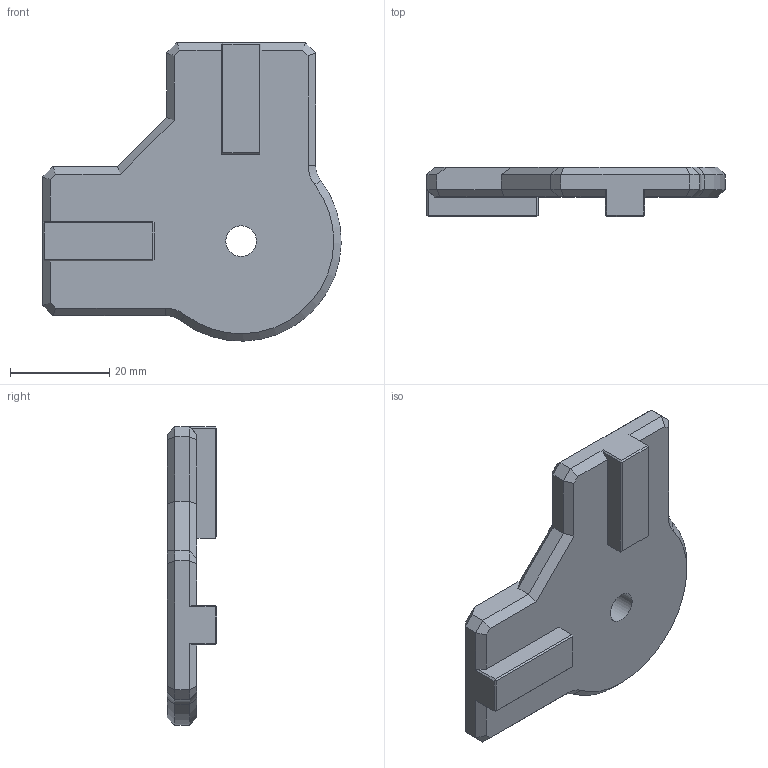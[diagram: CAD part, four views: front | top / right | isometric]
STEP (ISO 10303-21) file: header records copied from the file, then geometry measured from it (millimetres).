
FILE_DESCRIPTION(/* description */ (''),/* implementation_level */ '2;1');
FILE_NAME(/* name */ 'rubber_feet_base_x4.step',/* time_stamp */ '2020-09-13T15:26:53+07:00',/* author */ (''),/* organization */ (''),/* preprocessor_version */ 'ST-DEVELOPER v18.1',/* originating_system */ 'Autodesk Translation Framework v9.3.0.1241',/* authorisation */ '');
FILE_SCHEMA (('AUTOMOTIVE_DESIGN { 1 0 10303 214 3 1 1 }'));
Length unit declared in the file: millimetre
Products named in the file (1): Rubber_Feet
Bounding box: 60.17 x 10 x 60.17 mm (x, y, z)
Volume: 16611.6 mm3; surface area: 6713.1 mm2
Topology: 1 solids, 1 shells, 76 faces, 174 edges, 100 vertices
Faces by surface type: plane 66, cone 6, cylinder 4
Full cylindrical faces by diameter (mm): 6.2 x1
Entity records: 2092 total; most frequent: CARTESIAN_POINT 351, ORIENTED_EDGE 348, DIRECTION 342, EDGE_CURVE 174, LINE 160, VECTOR 160, VERTEX_POINT 100, AXIS2_PLACEMENT_3D 91
